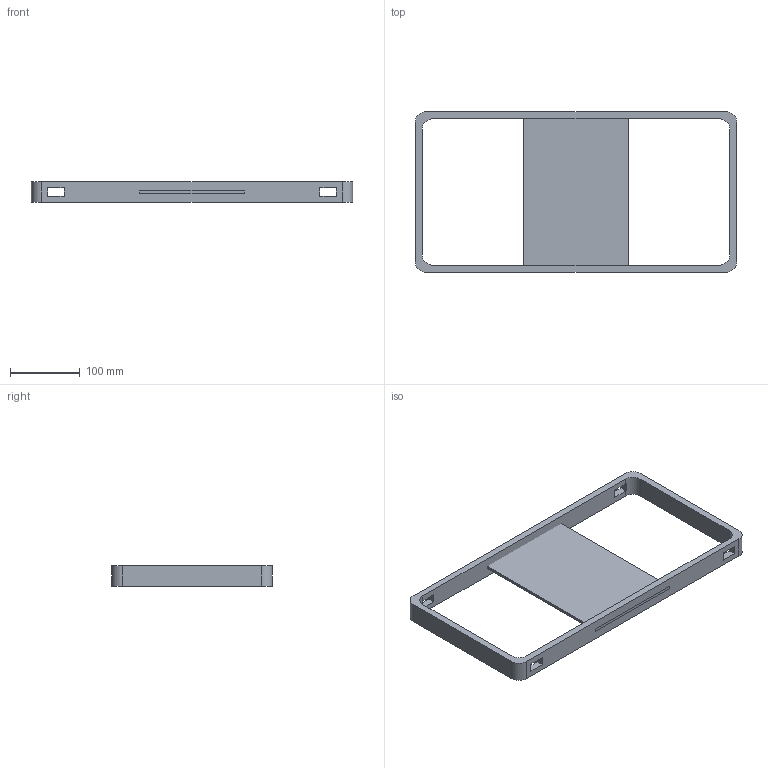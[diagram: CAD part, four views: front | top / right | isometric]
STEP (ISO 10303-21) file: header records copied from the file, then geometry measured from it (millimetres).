
FILE_DESCRIPTION (( 'STEP AP214' ), '1' );
FILE_NAME ('Frame.STEP', '2021-06-12T12:33:06', ( '' ), ( '' ), 'SwSTEP 2.0', 'SolidWorks 2020', '' );
FILE_SCHEMA (( 'AUTOMOTIVE_DESIGN' ));
Length unit declared in the file: centimetre
Products named in the file (1): Frame
Bounding box: 460 x 230 x 30 mm (x, y, z)
Volume: 528498.9 mm3; surface area: 178237.6 mm2
Topology: 2 solids, 2 shells, 40 faces, 120 edges, 80 vertices
Faces by surface type: plane 32, cylinder 8
Entity records: 1411 total; most frequent: CARTESIAN_POINT 241, ORIENTED_EDGE 240, DIRECTION 226, EDGE_CURVE 120, VECTOR 96, LINE 96, VERTEX_POINT 80, AXIS2_PLACEMENT_3D 65
